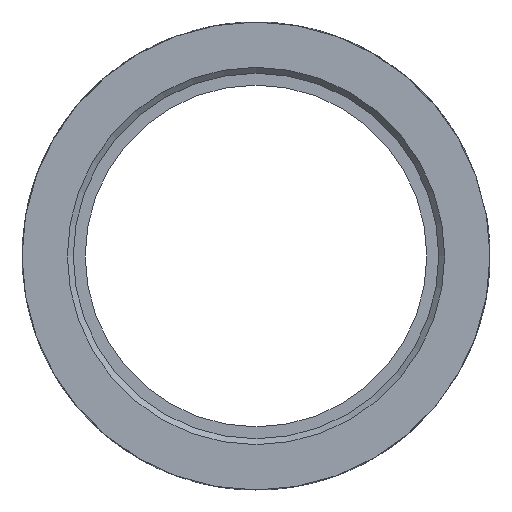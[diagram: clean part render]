
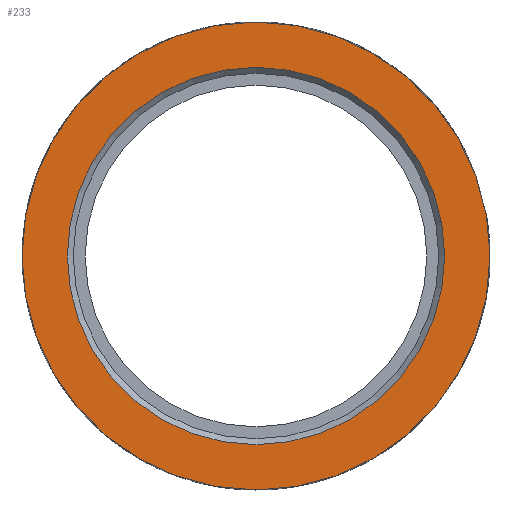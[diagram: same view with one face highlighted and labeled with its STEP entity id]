
A CAD part, left-side view. The second image highlights one B-rep face of the part: STEP entity #233.
In plain terms, the highlighted planar face has unit normal (-1, 0, 0).
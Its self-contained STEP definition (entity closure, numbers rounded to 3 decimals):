
#112=PLANE('',#2606);
#233=ADVANCED_FACE('',(#414,#415),#112,.T.);
#303=CIRCLE('',#2580,15.75);
#315=CIRCLE('',#2604,12.7);
#414=FACE_BOUND('',#563,.T.);
#415=FACE_BOUND('',#564,.T.);
#563=EDGE_LOOP('',(#1348));
#564=EDGE_LOOP('',(#1349));
#1348=ORIENTED_EDGE('',*,*,#2126,.T.);
#1349=ORIENTED_EDGE('',*,*,#2139,.F.);
#1732=VERTEX_POINT('',#5504);
#1745=VERTEX_POINT('',#5599);
#2126=EDGE_CURVE('',#1732,#1732,#303,.T.);
#2139=EDGE_CURVE('',#1745,#1745,#315,.T.);
#2580=AXIS2_PLACEMENT_3D('',#5503,#2732,#2733);
#2604=AXIS2_PLACEMENT_3D('',#5598,#2780,#2781);
#2606=AXIS2_PLACEMENT_3D('',#5601,#2784,#2785);
#2732=DIRECTION('',(-1.,0.,0.));
#2733=DIRECTION('',(0.,-1.,0.));
#2780=DIRECTION('',(-1.,0.,0.));
#2781=DIRECTION('',(0.,-1.,0.));
#2784=DIRECTION('',(-1.,0.,0.));
#2785=DIRECTION('',(0.,-1.,0.));
#5503=CARTESIAN_POINT('',(-27.52,0.,0.));
#5504=CARTESIAN_POINT('',(-27.52,-15.75,0.));
#5598=CARTESIAN_POINT('',(-27.52,0.,0.));
#5599=CARTESIAN_POINT('',(-27.52,-12.7,0.));
#5601=CARTESIAN_POINT('',(-27.52,0.,-12.7));
